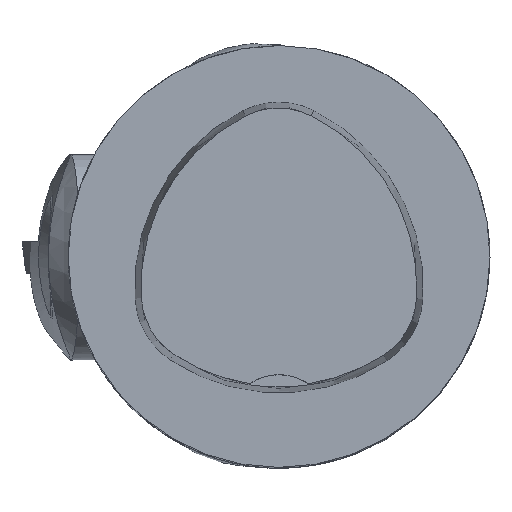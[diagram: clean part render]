
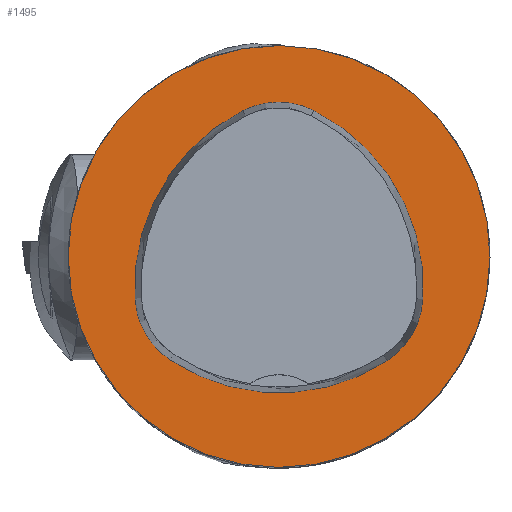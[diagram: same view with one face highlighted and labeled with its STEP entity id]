
A CAD part, top view. The second image highlights one B-rep face of the part: STEP entity #1495.
In plain terms, the highlighted planar face has unit normal (0, 0, 1).
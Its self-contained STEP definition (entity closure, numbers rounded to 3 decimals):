
#680=PLANE('',#8328);
#1087=FACE_BOUND('',#2359,.T.);
#1088=FACE_BOUND('',#2360,.T.);
#1495=ADVANCED_FACE('',(#1087,#1088),#680,.T.);
#2359=EDGE_LOOP('',(#5473,#5474,#5475,#5476,#5477,#5478));
#2360=EDGE_LOOP('',(#5479));
#5473=ORIENTED_EDGE('',*,*,#7467,.T.);
#5474=ORIENTED_EDGE('',*,*,#7447,.T.);
#5475=ORIENTED_EDGE('',*,*,#7451,.T.);
#5476=ORIENTED_EDGE('',*,*,#7454,.T.);
#5477=ORIENTED_EDGE('',*,*,#7457,.T.);
#5478=ORIENTED_EDGE('',*,*,#7465,.T.);
#5479=ORIENTED_EDGE('',*,*,#6557,.F.);
#5814=VERTEX_POINT('',#10663);
#6410=VERTEX_POINT('',#13310);
#6411=VERTEX_POINT('',#13311);
#6414=VERTEX_POINT('',#13319);
#6416=VERTEX_POINT('',#13325);
#6418=VERTEX_POINT('',#13331);
#6425=VERTEX_POINT('',#13352);
#6557=EDGE_CURVE('',#5814,#5814,#7612,.T.);
#7447=EDGE_CURVE('',#6410,#6411,#7755,.T.);
#7451=EDGE_CURVE('',#6411,#6414,#7757,.T.);
#7454=EDGE_CURVE('',#6414,#6416,#7759,.T.);
#7457=EDGE_CURVE('',#6416,#6418,#7761,.T.);
#7465=EDGE_CURVE('',#6418,#6425,#7765,.T.);
#7467=EDGE_CURVE('',#6425,#6410,#7767,.T.);
#7612=CIRCLE('',#7831,16.);
#7755=CIRCLE('',#8305,15.);
#7757=CIRCLE('',#8308,6.);
#7759=CIRCLE('',#8311,15.);
#7761=CIRCLE('',#8314,6.);
#7765=CIRCLE('',#8319,15.);
#7767=CIRCLE('',#8322,6.);
#7831=AXIS2_PLACEMENT_3D('',#10662,#8519,#8520);
#8305=AXIS2_PLACEMENT_3D('',#13309,#9944,#9945);
#8308=AXIS2_PLACEMENT_3D('',#13318,#9952,#9953);
#8311=AXIS2_PLACEMENT_3D('',#13324,#9959,#9960);
#8314=AXIS2_PLACEMENT_3D('',#13330,#9966,#9967);
#8319=AXIS2_PLACEMENT_3D('',#13353,#9978,#9979);
#8322=AXIS2_PLACEMENT_3D('',#13356,#9984,#9985);
#8328=AXIS2_PLACEMENT_3D('',#13362,#9996,#9997);
#8519=DIRECTION('',(0.,0.,-1.));
#8520=DIRECTION('',(-1.,0.,0.));
#9944=DIRECTION('',(0.,0.,-1.));
#9945=DIRECTION('',(-1.,0.,0.));
#9952=DIRECTION('',(0.,0.,-1.));
#9953=DIRECTION('',(-1.,0.,0.));
#9959=DIRECTION('',(0.,0.,-1.));
#9960=DIRECTION('',(-1.,0.,0.));
#9966=DIRECTION('',(0.,0.,-1.));
#9967=DIRECTION('',(-1.,0.,0.));
#9978=DIRECTION('',(0.,0.,-1.));
#9979=DIRECTION('',(-1.,0.,0.));
#9984=DIRECTION('',(0.,0.,-1.));
#9985=DIRECTION('',(-1.,0.,0.));
#9996=DIRECTION('',(0.,0.,1.));
#9997=DIRECTION('',(1.,0.,0.));
#10662=CARTESIAN_POINT('',(0.,0.,0.));
#10663=CARTESIAN_POINT('',(-16.,0.,0.));
#13309=CARTESIAN_POINT('',(4.048,-2.316,0.));
#13310=CARTESIAN_POINT('',(-10.926,-3.206,0.));
#13311=CARTESIAN_POINT('',(-2.774,11.043,0.));
#13318=CARTESIAN_POINT('',(-0.045,5.7,0.));
#13319=CARTESIAN_POINT('',(2.638,11.066,0.));
#13324=CARTESIAN_POINT('',(-4.07,-2.35,0.));
#13325=CARTESIAN_POINT('',(10.903,-3.249,0.));
#13330=CARTESIAN_POINT('',(4.914,-2.889,0.));
#13331=CARTESIAN_POINT('',(8.177,-7.924,0.));
#13352=CARTESIAN_POINT('',(-8.24,-7.859,0.));
#13353=CARTESIAN_POINT('',(0.019,4.663,0.));
#13356=CARTESIAN_POINT('',(-4.936,-2.85,0.));
#13362=CARTESIAN_POINT('',(0.,0.,0.));
